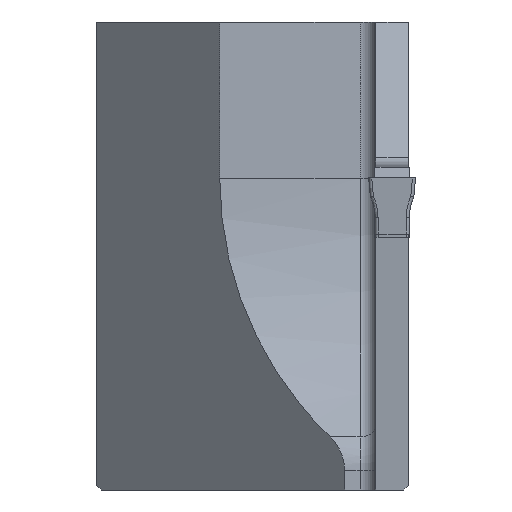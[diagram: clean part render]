
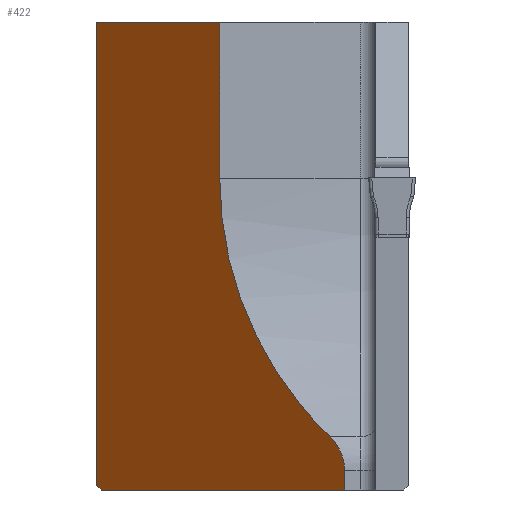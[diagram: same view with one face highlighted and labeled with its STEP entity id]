
A CAD part, left-side view. The second image highlights one B-rep face of the part: STEP entity #422.
In plain terms, the highlighted planar face has unit normal (-0.707, 0.707, 0).
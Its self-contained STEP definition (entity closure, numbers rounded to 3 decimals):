
#353=ELLIPSE('',#1684,4.243,3.);
#354=ELLIPSE('',#1687,32.527,23.);
#422=ADVANCED_FACE('',(#546),#491,.F.);
#491=PLANE('',#1701);
#546=FACE_OUTER_BOUND('',#622,.T.);
#622=EDGE_LOOP('',(#841,#842,#843,#844,#845,#846,#847,#848));
#841=ORIENTED_EDGE('',*,*,#1287,.F.);
#842=ORIENTED_EDGE('',*,*,#1223,.F.);
#843=ORIENTED_EDGE('',*,*,#1234,.F.);
#844=ORIENTED_EDGE('',*,*,#1231,.F.);
#845=ORIENTED_EDGE('',*,*,#1260,.F.);
#846=ORIENTED_EDGE('',*,*,#1289,.F.);
#847=ORIENTED_EDGE('',*,*,#1281,.F.);
#848=ORIENTED_EDGE('',*,*,#1285,.F.);
#1097=VERTEX_POINT('',#2211);
#1098=VERTEX_POINT('',#2213);
#1104=VERTEX_POINT('',#2228);
#1106=VERTEX_POINT('',#2231);
#1127=VERTEX_POINT('',#2285);
#1134=VERTEX_POINT('',#2326);
#1135=VERTEX_POINT('',#2328);
#1138=VERTEX_POINT('',#2335);
#1223=EDGE_CURVE('',#1097,#1098,#1417,.T.);
#1231=EDGE_CURVE('',#1104,#1106,#1424,.T.);
#1234=EDGE_CURVE('',#1106,#1097,#1427,.T.);
#1260=EDGE_CURVE('',#1127,#1104,#1449,.T.);
#1281=EDGE_CURVE('',#1134,#1135,#353,.T.);
#1285=EDGE_CURVE('',#1138,#1134,#354,.T.);
#1287=EDGE_CURVE('',#1098,#1138,#1470,.T.);
#1289=EDGE_CURVE('',#1135,#1127,#1472,.T.);
#1417=LINE('',#2212,#1541);
#1424=LINE('',#2230,#1548);
#1427=LINE('',#2236,#1551);
#1449=LINE('',#2286,#1573);
#1470=LINE('',#2339,#1594);
#1472=LINE('',#2342,#1596);
#1541=VECTOR('',#1809,1.);
#1548=VECTOR('',#1822,1.);
#1551=VECTOR('',#1827,1.);
#1573=VECTOR('',#1865,1.);
#1594=VECTOR('',#1928,1.);
#1596=VECTOR('',#1932,1.);
#1684=AXIS2_PLACEMENT_3D('',#2327,#1914,#1915);
#1687=AXIS2_PLACEMENT_3D('',#2336,#1922,#1923);
#1701=AXIS2_PLACEMENT_3D('',#2355,#1955,#1956);
#1809=DIRECTION('',(-0.707,-0.707,0.));
#1822=DIRECTION('',(0.577,0.577,0.577));
#1827=DIRECTION('',(0.,0.,1.));
#1865=DIRECTION('',(0.707,0.707,0.));
#1914=DIRECTION('',(0.707,-0.707,0.));
#1915=DIRECTION('',(-0.707,-0.707,0.));
#1922=DIRECTION('',(-0.707,0.707,0.));
#1923=DIRECTION('',(-0.707,-0.707,0.));
#1928=DIRECTION('',(0.,0.,-1.));
#1932=DIRECTION('',(0.,0.,-1.));
#1955=DIRECTION('',(0.707,-0.707,0.));
#1956=DIRECTION('',(0.707,0.707,0.));
#2211=CARTESIAN_POINT('',(30.9,0.,10.));
#2212=CARTESIAN_POINT('',(15.,-15.9,10.));
#2213=CARTESIAN_POINT('',(23.,-7.9,10.));
#2228=CARTESIAN_POINT('',(30.6,-0.3,-20.));
#2230=CARTESIAN_POINT('',(19.533,-11.367,-31.067));
#2231=CARTESIAN_POINT('',(30.9,0.,-19.7));
#2236=CARTESIAN_POINT('',(30.9,0.,-22.));
#2285=CARTESIAN_POINT('',(15.,-15.9,-20.));
#2286=CARTESIAN_POINT('',(15.,-15.9,-20.));
#2326=CARTESIAN_POINT('',(15.923,-14.977,-16.597));
#2327=CARTESIAN_POINT('',(18.,-12.9,-18.762));
#2328=CARTESIAN_POINT('',(15.,-15.9,-18.762));
#2335=CARTESIAN_POINT('',(23.,-7.9,0.));
#2336=CARTESIAN_POINT('',(0.,-30.9,0.));
#2339=CARTESIAN_POINT('',(23.,-7.9,-22.));
#2342=CARTESIAN_POINT('',(15.,-15.9,-22.));
#2355=CARTESIAN_POINT('',(15.,-15.9,-22.));
